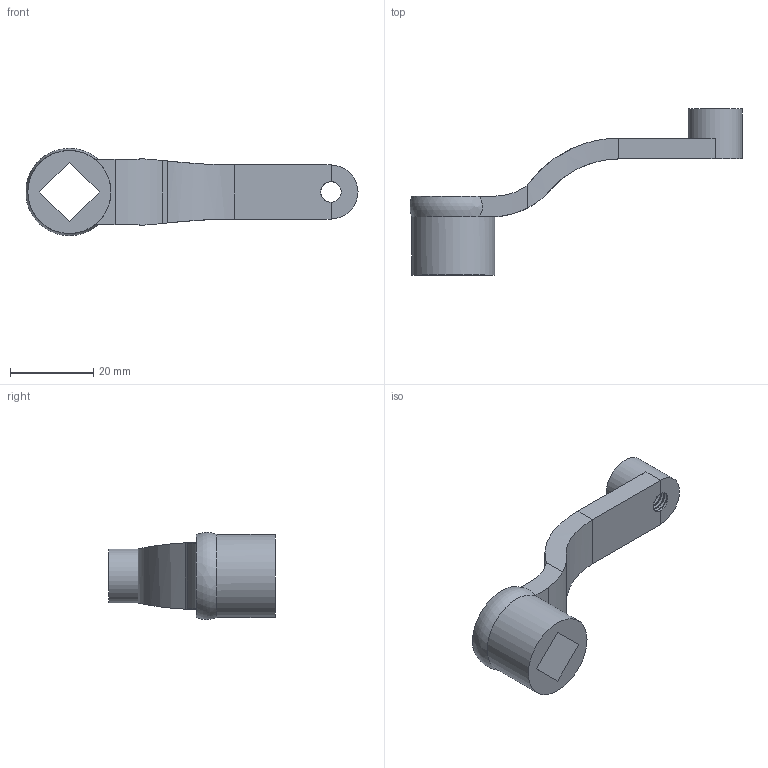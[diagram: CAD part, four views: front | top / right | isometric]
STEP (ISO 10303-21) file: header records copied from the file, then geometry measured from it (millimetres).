
FILE_DESCRIPTION(/* description */ (''),/* implementation_level */ '2;1');
FILE_NAME(/* name */ 'OB_63_N',/* time_stamp */ '2012-11-23T16:35:39+08:00',/* author */ (''),/* organization */ (''),/* preprocessor_version */ 'ST-DEVELOPER v9',/* originating_system */ 'UGS - NX 4.0',/* authorisation */ '');
FILE_SCHEMA (('CONFIG_CONTROL_DESIGN'));
Length unit declared in the file: millimetre
Products named in the file (1): AdmiBC9Exmj7
Bounding box: 79.94 x 40 x 21 mm (x, y, z)
Volume: 8849.9 mm3; surface area: 5368.8 mm2
Topology: 1 solids, 1 shells, 34 faces, 102 edges, 69 vertices
Faces by surface type: plane 19, cylinder 8, extrusion 4, bspline 3
Full cylindrical faces by diameter (mm): 13 x1, 20 x1
Entity records: 4426 total; most frequent: CARTESIAN_POINT 3508, ORIENTED_EDGE 198, DIRECTION 128, EDGE_CURVE 99, VERTEX_POINT 68, B_SPLINE_CURVE_WITH_KNOTS 48, VECTOR 46, LINE 42
